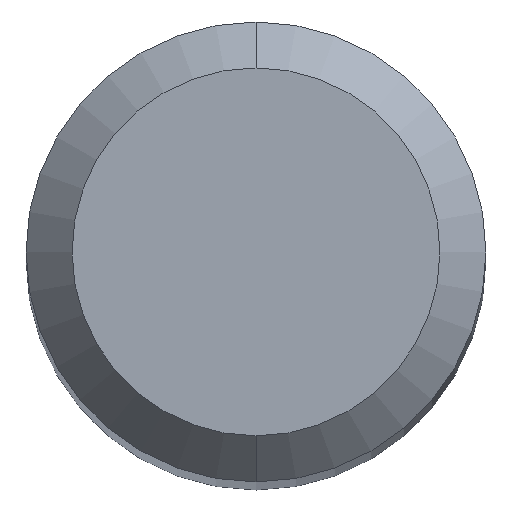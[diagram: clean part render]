
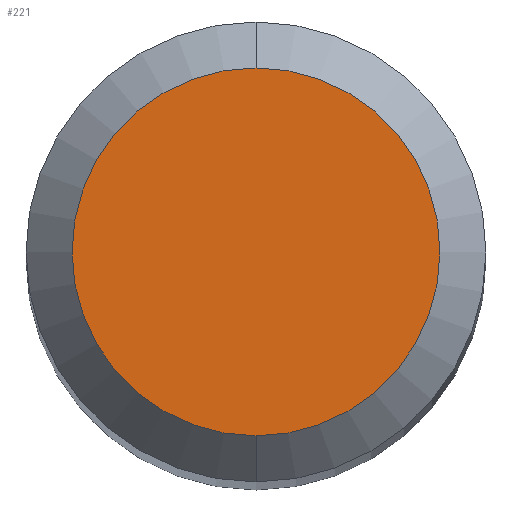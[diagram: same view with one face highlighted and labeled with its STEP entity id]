
A CAD part, top view. The second image highlights one B-rep face of the part: STEP entity #221.
In plain terms, the highlighted planar face has unit normal (0, 0, 1).
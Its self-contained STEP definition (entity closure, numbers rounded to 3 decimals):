
#129=EDGE_CURVE('',#147,#219,#287,.T.);
#147=VERTEX_POINT('',#305);
#153=EDGE_CURVE('',#219,#147,#312,.T.);
#219=VERTEX_POINT('',#386);
#221=ADVANCED_FACE('',(#388),#389,.T.);
#287=CIRCLE('',#455,1.2);
#305=CARTESIAN_POINT('',(0.0,1.2,0.0));
#312=CIRCLE('',#486,1.2);
#386=CARTESIAN_POINT('',(0.,-1.2,0.0));
#388=FACE_OUTER_BOUND('',#585,.T.);
#389=PLANE('',#586);
#455=AXIS2_PLACEMENT_3D('',#666,#667,#668);
#486=AXIS2_PLACEMENT_3D('',#686,#687,#688);
#585=EDGE_LOOP('',(#783,#784));
#586=AXIS2_PLACEMENT_3D('',#785,#786,#787);
#666=CARTESIAN_POINT('',(0.0,0.0,0.0));
#667=DIRECTION('',(0.0,0.0,-1.0));
#668=DIRECTION('',(0.0,1.0,0.0));
#686=CARTESIAN_POINT('',(0.0,0.0,0.0));
#687=DIRECTION('',(0.0,0.0,-1.0));
#688=DIRECTION('',(0.0,1.0,0.0));
#783=ORIENTED_EDGE('',*,*,#129,.F.);
#784=ORIENTED_EDGE('',*,*,#153,.F.);
#785=CARTESIAN_POINT('',(0.0,0.6,0.0));
#786=DIRECTION('',(-0.0,0.0,1.0));
#787=DIRECTION('',(0.0,-1.0,0.0));
